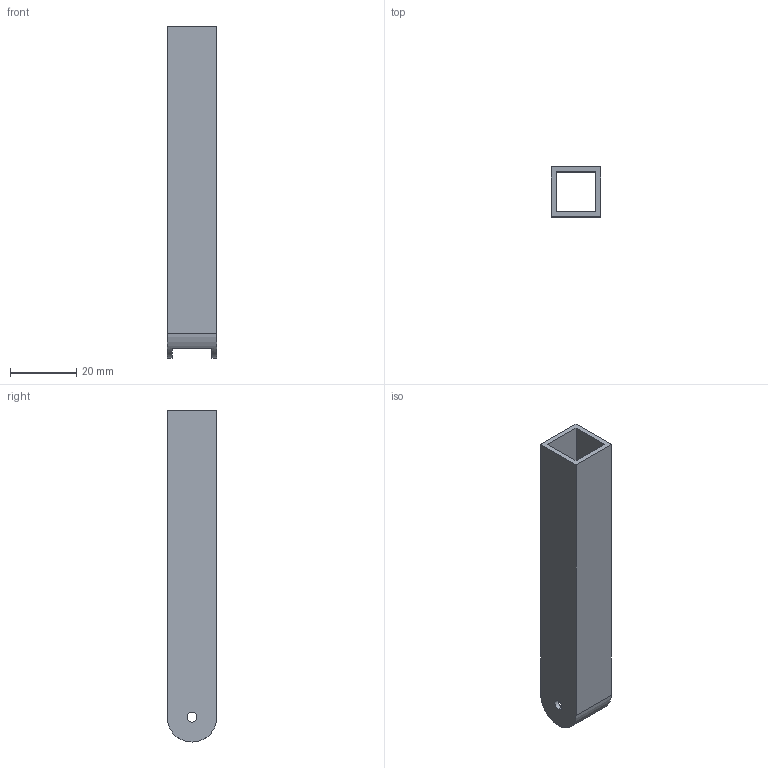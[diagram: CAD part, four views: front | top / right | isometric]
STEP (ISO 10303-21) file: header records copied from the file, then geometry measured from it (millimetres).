
FILE_DESCRIPTION (( 'STEP AP214' ), '1' );
FILE_NAME ('profilé_carré_creux_7.step', '2016-11-18T20:42:10', ( '' ), ( '' ), 'SwSTEP 2.0', 'SolidWorks 2015', '' );
FILE_SCHEMA (( 'AUTOMOTIVE_DESIGN' ));
Length unit declared in the file: millimetre
Products named in the file (1): profil嶱carr嶱creux_7
Bounding box: 15 x 15 x 100 mm (x, y, z)
Volume: 7594.7 mm3; surface area: 10442.6 mm2
Topology: 1 solids, 1 shells, 18 faces, 54 edges, 36 vertices
Faces by surface type: plane 12, cylinder 6
Entity records: 664 total; most frequent: CARTESIAN_POINT 109, ORIENTED_EDGE 108, DIRECTION 108, EDGE_CURVE 54, VECTOR 38, LINE 38, VERTEX_POINT 36, AXIS2_PLACEMENT_3D 35
